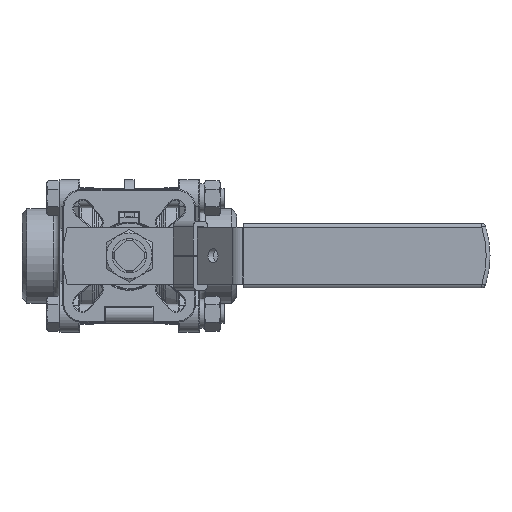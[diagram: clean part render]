
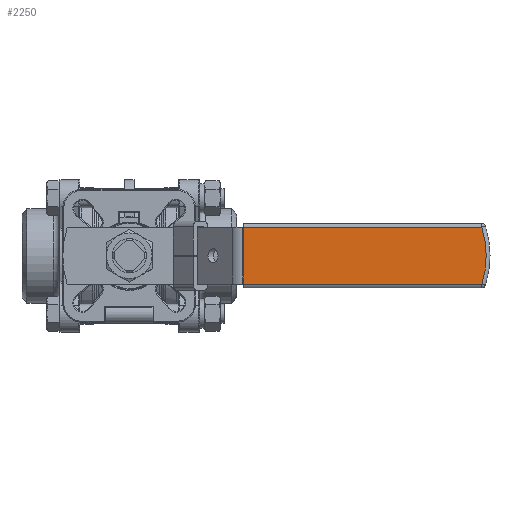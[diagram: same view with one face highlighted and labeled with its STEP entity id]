
A CAD part, top view. The second image highlights one B-rep face of the part: STEP entity #2250.
In plain terms, the highlighted planar face has unit normal (0, 0, 1).
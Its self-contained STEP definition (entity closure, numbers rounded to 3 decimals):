
#2250=ADVANCED_FACE('',(#3734),#3735,.T.);
#3734=FACE_OUTER_BOUND('',#6697,.T.);
#3735=PLANE('',#6698);
#6697=EDGE_LOOP('',(#11218,#11219,#11220,#11221));
#6698=AXIS2_PLACEMENT_3D('',#11222,#11223,#11224);
#11218=ORIENTED_EDGE('',*,*,#13671,.F.);
#11219=ORIENTED_EDGE('',*,*,#13677,.F.);
#11220=ORIENTED_EDGE('',*,*,#13661,.F.);
#11221=ORIENTED_EDGE('',*,*,#13681,.F.);
#11222=CARTESIAN_POINT('',(63.88,0.0,8.0));
#11223=DIRECTION('',(0.0,0.0,1.0));
#11224=DIRECTION('',(1.0,0.0,0.0));
#13661=EDGE_CURVE('',#16042,#16044,#16045,.T.);
#13671=EDGE_CURVE('',#16058,#16053,#16060,.T.);
#13677=EDGE_CURVE('',#16044,#16058,#16067,.T.);
#13681=EDGE_CURVE('',#16053,#16042,#16071,.T.);
#16042=VERTEX_POINT('',#21732);
#16044=VERTEX_POINT('',#21734);
#16045=LINE('',#21735,#21736);
#16053=VERTEX_POINT('',#21745);
#16058=VERTEX_POINT('',#21751);
#16060=LINE('',#21753,#21754);
#16067=CIRCLE('',#21762,50.0);
#16071=LINE('',#21769,#21770);
#21732=CARTESIAN_POINT('',(0.,15.0,8.0));
#21734=CARTESIAN_POINT('',(125.697,15.0,8.0));
#21735=CARTESIAN_POINT('',(63.726,15.0,8.0));
#21736=VECTOR('',#24366,1.0);
#21745=CARTESIAN_POINT('',(0.,-15.0,8.0));
#21751=CARTESIAN_POINT('',(125.697,-15.0,8.0));
#21753=CARTESIAN_POINT('',(63.726,-15.0,8.0));
#21754=VECTOR('',#24390,1.0);
#21762=AXIS2_PLACEMENT_3D('',#24404,#24405,#24406);
#21769=CARTESIAN_POINT('',(0.,17.0,8.0));
#21770=VECTOR('',#24410,1.0);
#24366=DIRECTION('',(1.0,0.,0.0));
#24390=DIRECTION('',(-1.0,0.,0.0));
#24404=CARTESIAN_POINT('',(78.0,0.0,8.0));
#24405=DIRECTION('',(0.0,0.0,-1.0));
#24406=DIRECTION('',(1.0,0.0,0.0));
#24410=DIRECTION('',(0.,1.0,0.0));
